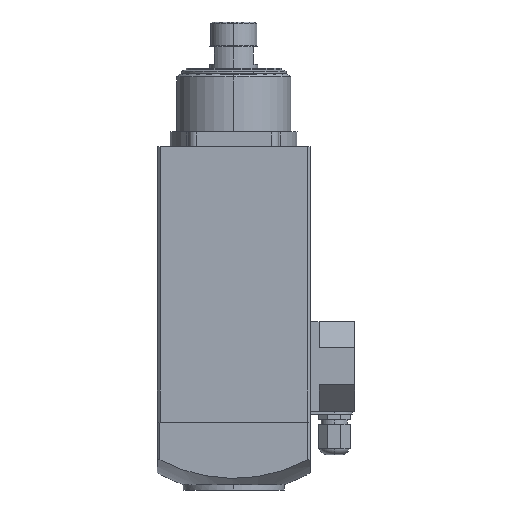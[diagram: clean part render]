
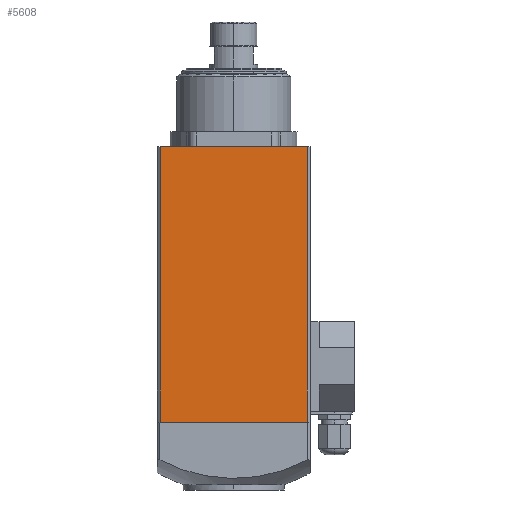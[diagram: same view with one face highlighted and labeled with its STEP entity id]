
A CAD part, left-side view. The second image highlights one B-rep face of the part: STEP entity #5608.
In plain terms, the highlighted planar face has unit normal (-1, 0, 0).
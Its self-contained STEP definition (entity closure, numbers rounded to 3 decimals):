
#679 = VERTEX_POINT ( 'NONE', #12425 ) ;
#866 = VECTOR ( 'NONE', #8889, 1000. ) ;
#1298 = ORIENTED_EDGE ( 'NONE', *, *, #10516, .T. ) ;
#1344 = VERTEX_POINT ( 'NONE', #9657 ) ;
#1584 = ORIENTED_EDGE ( 'NONE', *, *, #10385, .T. ) ;
#2162 = DIRECTION ( 'NONE',  ( 0., 1., 0. ) ) ;
#3460 = CARTESIAN_POINT ( 'NONE',  ( 0., 104., 0. ) ) ;
#3732 = VERTEX_POINT ( 'NONE', #17781 ) ;
#3753 = FACE_OUTER_BOUND ( 'NONE', #13905, .T. ) ;
#5092 = VECTOR ( 'NONE', #16479, 1000. ) ;
#5437 = LINE ( 'NONE', #11847, #866 ) ;
#5608 = ADVANCED_FACE ( 'NONE', ( #3753 ), #5642, .T. ) ;
#5642 = PLANE ( 'NONE',  #20353 ) ;
#6544 = CARTESIAN_POINT ( 'NONE',  ( 0., 2., 0. ) ) ;
#7026 = CARTESIAN_POINT ( 'NONE',  ( 0., 53., 190.5 ) ) ;
#7031 = DIRECTION ( 'NONE',  ( 0., 0., 1. ) ) ;
#7219 = CARTESIAN_POINT ( 'NONE',  ( 0., 53., 0. ) ) ;
#7473 = VECTOR ( 'NONE', #17681, 1000. ) ;
#8700 = LINE ( 'NONE', #7026, #14792 ) ;
#8889 = DIRECTION ( 'NONE',  ( 0., -1., 0. ) ) ;
#9657 = CARTESIAN_POINT ( 'NONE',  ( 0., 104., 190.5 ) ) ;
#10167 = DIRECTION ( 'NONE',  ( -1., 0., 0. ) ) ;
#10385 = EDGE_CURVE ( 'NONE', #1344, #12650, #16161, .T. ) ;
#10516 = EDGE_CURVE ( 'NONE', #12650, #3732, #5437, .T. ) ;
#10597 = ORIENTED_EDGE ( 'NONE', *, *, #15278, .T. ) ;
#11268 = LINE ( 'NONE', #6544, #7473 ) ;
#11847 = CARTESIAN_POINT ( 'NONE',  ( 0., 53., 0. ) ) ;
#12425 = CARTESIAN_POINT ( 'NONE',  ( 0., 2., 190.5 ) ) ;
#12650 = VERTEX_POINT ( 'NONE', #3460 ) ;
#13641 = EDGE_CURVE ( 'NONE', #679, #1344, #8700, .T. ) ;
#13655 = ORIENTED_EDGE ( 'NONE', *, *, #13641, .T. ) ;
#13905 = EDGE_LOOP ( 'NONE', ( #1298, #10597, #13655, #1584 ) ) ;
#14792 = VECTOR ( 'NONE', #2162, 1000. ) ;
#15278 = EDGE_CURVE ( 'NONE', #3732, #679, #11268, .T. ) ;
#16161 = LINE ( 'NONE', #19527, #5092 ) ;
#16479 = DIRECTION ( 'NONE',  ( 0., 0., -1. ) ) ;
#17681 = DIRECTION ( 'NONE',  ( 0., 0., 1. ) ) ;
#17781 = CARTESIAN_POINT ( 'NONE',  ( 0., 2., 0. ) ) ;
#19527 = CARTESIAN_POINT ( 'NONE',  ( 0., 104., 0. ) ) ;
#20353 = AXIS2_PLACEMENT_3D ( 'NONE', #7219, #10167, #7031 ) ;
